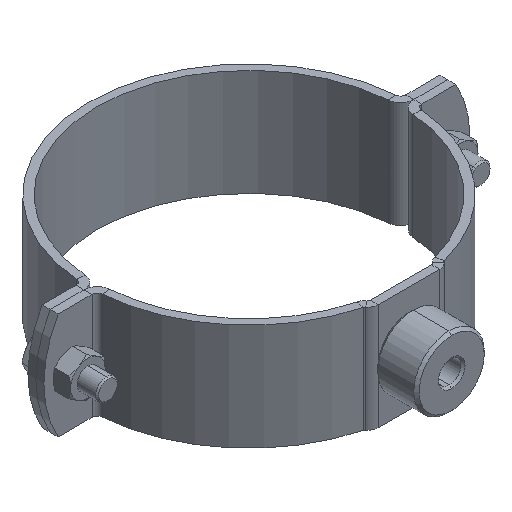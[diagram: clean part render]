
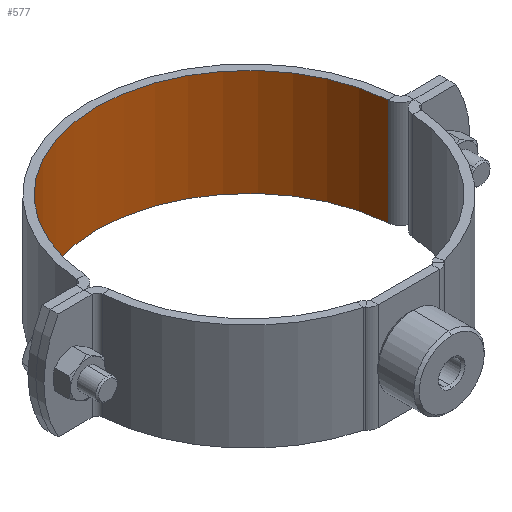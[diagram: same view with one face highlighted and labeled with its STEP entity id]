
A CAD part, isometric view. The second image highlights one B-rep face of the part: STEP entity #577.
In plain terms, the highlighted cylindrical face has radius 57.1 mm (diameter 114.2 mm), a partial arc.
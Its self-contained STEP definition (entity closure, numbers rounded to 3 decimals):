
#19 = CARTESIAN_POINT ( 'NONE',  ( 0., 0., -20. ) ) ;
#69 = DIRECTION ( 'NONE',  ( 0., 0., -1. ) ) ;
#173 = FACE_OUTER_BOUND ( 'NONE', #943, .T. ) ;
#401 = AXIS2_PLACEMENT_3D ( 'NONE', #3195, #881, #4216 ) ;
#577 = ADVANCED_FACE ( 'NONE', ( #173 ), #2884, .F. ) ;
#747 = CIRCLE ( 'NONE', #3604, 57.1 ) ;
#881 = DIRECTION ( 'NONE',  ( 0., 0., -1. ) ) ;
#943 = EDGE_LOOP ( 'NONE', ( #2686, #2268, #2454, #1616 ) ) ;
#1067 = CARTESIAN_POINT ( 'NONE',  ( -56.915, 4.597, 20. ) ) ;
#1135 = DIRECTION ( 'NONE',  ( 0., 0., 1. ) ) ;
#1300 = VECTOR ( 'NONE', #1714, 1000. ) ;
#1459 = CARTESIAN_POINT ( 'NONE',  ( 56.915, 4.597, -20. ) ) ;
#1569 = EDGE_CURVE ( 'NONE', #4016, #3097, #1694, .T. ) ;
#1589 = EDGE_CURVE ( 'NONE', #3207, #3097, #2053, .T. ) ;
#1616 = ORIENTED_EDGE ( 'NONE', *, *, #1569, .T. ) ;
#1620 = EDGE_CURVE ( 'NONE', #2299, #3207, #3113, .T. ) ;
#1694 = LINE ( 'NONE', #1067, #4235 ) ;
#1714 = DIRECTION ( 'NONE',  ( 0., 0., -1. ) ) ;
#1972 = CARTESIAN_POINT ( 'NONE',  ( -56.915, 4.597, -20. ) ) ;
#2053 = CIRCLE ( 'NONE', #2263, 57.1 ) ;
#2263 = AXIS2_PLACEMENT_3D ( 'NONE', #19, #1135, #2438 ) ;
#2268 = ORIENTED_EDGE ( 'NONE', *, *, #1620, .F. ) ;
#2299 = VERTEX_POINT ( 'NONE', #3308 ) ;
#2393 = CARTESIAN_POINT ( 'NONE',  ( 56.915, 4.597, 20. ) ) ;
#2438 = DIRECTION ( 'NONE',  ( -1., 0., 0. ) ) ;
#2454 = ORIENTED_EDGE ( 'NONE', *, *, #2759, .T. ) ;
#2539 = CARTESIAN_POINT ( 'NONE',  ( -56.915, 4.597, 20. ) ) ;
#2686 = ORIENTED_EDGE ( 'NONE', *, *, #1589, .F. ) ;
#2759 = EDGE_CURVE ( 'NONE', #2299, #4016, #747, .T. ) ;
#2884 = CYLINDRICAL_SURFACE ( 'NONE', #401, 57.1 ) ;
#3097 = VERTEX_POINT ( 'NONE', #1972 ) ;
#3113 = LINE ( 'NONE', #2393, #1300 ) ;
#3195 = CARTESIAN_POINT ( 'NONE',  ( 0., 0., 20. ) ) ;
#3207 = VERTEX_POINT ( 'NONE', #1459 ) ;
#3308 = CARTESIAN_POINT ( 'NONE',  ( 56.915, 4.597, 20. ) ) ;
#3604 = AXIS2_PLACEMENT_3D ( 'NONE', #4022, #3934, #3641 ) ;
#3641 = DIRECTION ( 'NONE',  ( -1., 0., 0. ) ) ;
#3934 = DIRECTION ( 'NONE',  ( 0., 0., 1. ) ) ;
#4016 = VERTEX_POINT ( 'NONE', #2539 ) ;
#4022 = CARTESIAN_POINT ( 'NONE',  ( 0., 0., 20. ) ) ;
#4216 = DIRECTION ( 'NONE',  ( 1., 0., 0. ) ) ;
#4235 = VECTOR ( 'NONE', #69, 1000. ) ;
